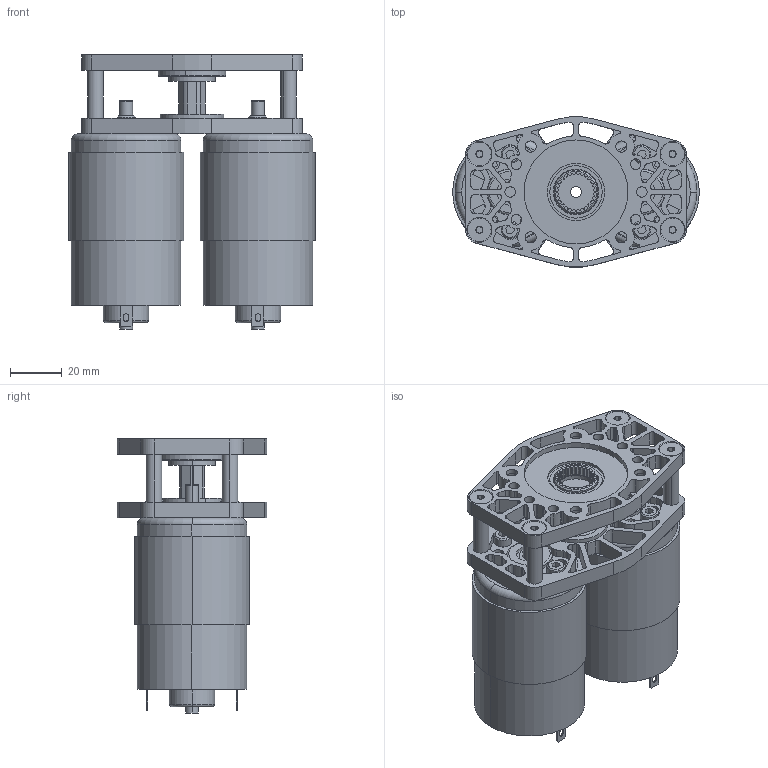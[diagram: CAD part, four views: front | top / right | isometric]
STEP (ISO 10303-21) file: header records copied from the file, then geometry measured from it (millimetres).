
FILE_DESCRIPTION (( 'STEP AP214' ), '1' );
FILE_NAME ('217-6417-000 775pro.STEP', '2018-07-27T17:21:30', ( '' ), ( '' ), 'SwSTEP 2.0', 'SolidWorks 2017', '' );
FILE_SCHEMA (( 'AUTOMOTIVE_DESIGN' ));
Length unit declared in the file: millimetre
Products named in the file (10): 217-6342-009 Rev3; 217-6342-101 Rev4; 217-4649-006 Rev1_SSA0004-008BA; #8-32 FHCS, Grade 8 Steel Rev1_SFA0832-1125ZB; 217-6417-000 775pro; 217-4347-000 Rev1; 217-6342-102 Rev5; 217-2741-001 Rev4; 217-6342-103 Rev3; 217-2733-001 Rev4
Assembly tree (19 placements, depth 2):
  217-6417-000 775pro
    217-6342-101 Rev4
    217-6342-102 Rev5
    217-6342-103 Rev3  x4
    217-4347-000 Rev1  x2
    217-2741-001 Rev4
    217-2733-001 Rev4
    217-4649-006 Rev1_SSA0004-008BA  x4
    #8-32 FHCS, Grade 8 Steel Rev1_SFA0832-1125ZB  x4
    217-6342-009 Rev3
Bounding box: 95.1 x 57.78 x 105.69 mm (x, y, z)
Volume: 223764.4 mm3; surface area: 62954.3 mm2
Topology: 19 solids, 19 shells, 1119 faces, 2861 edges, 1852 vertices
Faces by surface type: cylinder 621, plane 344, cone 90, torus 36, bspline 28
Entity records: 32067 total; most frequent: CARTESIAN_POINT 8660, DIRECTION 4953, ORIENTED_EDGE 4478, EDGE_CURVE 2239, AXIS2_PLACEMENT_3D 1951, VERTEX_POINT 1472, CIRCLE 1125, LINE 1051
